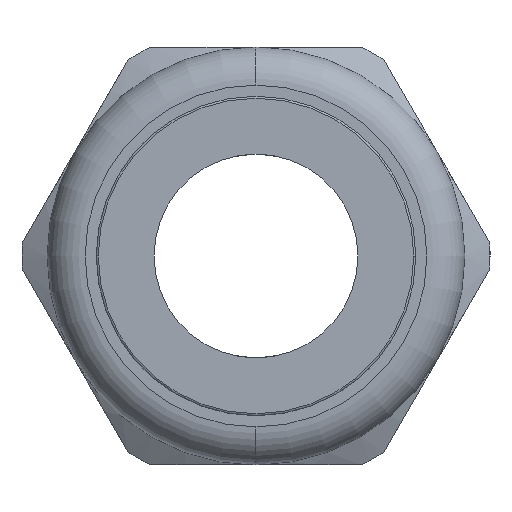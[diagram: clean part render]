
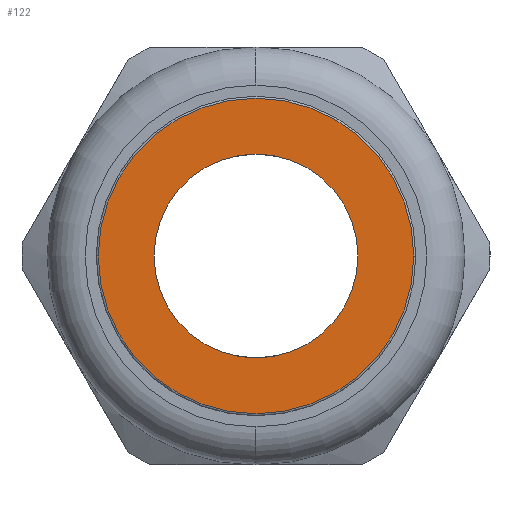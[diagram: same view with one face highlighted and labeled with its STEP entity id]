
A CAD part, left-side view. The second image highlights one B-rep face of the part: STEP entity #122.
In plain terms, the highlighted planar face has unit normal (-1, 0, 0).
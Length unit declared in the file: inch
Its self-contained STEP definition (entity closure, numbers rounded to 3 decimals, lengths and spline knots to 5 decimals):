
#2 = VERTEX_POINT ( 'NONE', #906 ) ;
#3 = VERTEX_POINT ( 'NONE', #907 ) ;
#4 = EDGE_CURVE ( 'NONE', #2, #3, #374, .T. ) ;
#8 = EDGE_CURVE ( 'NONE', #3, #2, #369, .T. ) ;
#122 = ADVANCED_FACE ( 'NONE', ( #556, #555 ), #554, .T. ) ;
#365 = DIRECTION ( 'NONE',  ( 0., 1., 0. ) ) ;
#366 = DIRECTION ( 'NONE',  ( 1., 0., 0. ) ) ;
#367 = CARTESIAN_POINT ( 'NONE',  ( -1.87, 0., 0. ) ) ;
#368 = AXIS2_PLACEMENT_3D ( 'NONE', #367, #366, #365 ) ;
#369 = CIRCLE ( 'NONE', #368, 0.51 ) ;
#370 = DIRECTION ( 'NONE',  ( 0., 1., 0. ) ) ;
#371 = DIRECTION ( 'NONE',  ( 1., 0., 0. ) ) ;
#372 = CARTESIAN_POINT ( 'NONE',  ( -1.87, 0., 0. ) ) ;
#373 = AXIS2_PLACEMENT_3D ( 'NONE', #372, #371, #370 ) ;
#374 = CIRCLE ( 'NONE', #373, 0.51 ) ;
#550 = DIRECTION ( 'NONE',  ( 0., -1., 0. ) ) ;
#551 = DIRECTION ( 'NONE',  ( -1., 0., 0. ) ) ;
#552 = CARTESIAN_POINT ( 'NONE',  ( -1.87, 0.799, 0. ) ) ;
#553 = AXIS2_PLACEMENT_3D ( 'NONE', #552, #551, #550 ) ;
#554 = PLANE ( 'NONE',  #553 ) ;
#555 = FACE_BOUND ( 'NONE', #2337, .T. ) ;
#556 = FACE_OUTER_BOUND ( 'NONE', #3227, .T. ) ;
#906 = CARTESIAN_POINT ( 'NONE',  ( -1.87, -0.51, 0. ) ) ;
#907 = CARTESIAN_POINT ( 'NONE',  ( -1.87, 0.51, 0. ) ) ;
#1324 = VERTEX_POINT ( 'NONE', #2527 ) ;
#1325 = VERTEX_POINT ( 'NONE', #2526 ) ;
#1327 = EDGE_CURVE ( 'NONE', #1325, #1324, #2524, .T. ) ;
#1681 = ORIENTED_EDGE ( 'NONE', *, *, #4, .T. ) ;
#2133 = ORIENTED_EDGE ( 'NONE', *, *, #8, .T. ) ;
#2179 = ORIENTED_EDGE ( 'NONE', *, *, #1327, .T. ) ;
#2223 = ORIENTED_EDGE ( 'NONE', *, *, #2278, .T. ) ;
#2278 = EDGE_CURVE ( 'NONE', #1324, #1325, #3109, .T. ) ;
#2337 = EDGE_LOOP ( 'NONE', ( #2133, #1681 ) ) ;
#2520 = DIRECTION ( 'NONE',  ( 0., -1., 0. ) ) ;
#2521 = DIRECTION ( 'NONE',  ( -1., 0., 0. ) ) ;
#2522 = CARTESIAN_POINT ( 'NONE',  ( -1.87, 0., 0. ) ) ;
#2523 = AXIS2_PLACEMENT_3D ( 'NONE', #2522, #2521, #2520 ) ;
#2524 = CIRCLE ( 'NONE', #2523, 0.789 ) ;
#2526 = CARTESIAN_POINT ( 'NONE',  ( -1.87, -0.789, 0. ) ) ;
#2527 = CARTESIAN_POINT ( 'NONE',  ( -1.87, 0.789, 0. ) ) ;
#3105 = DIRECTION ( 'NONE',  ( 0., -1., 0. ) ) ;
#3106 = DIRECTION ( 'NONE',  ( -1., 0., 0. ) ) ;
#3107 = CARTESIAN_POINT ( 'NONE',  ( -1.87, 0., 0. ) ) ;
#3108 = AXIS2_PLACEMENT_3D ( 'NONE', #3107, #3106, #3105 ) ;
#3109 = CIRCLE ( 'NONE', #3108, 0.789 ) ;
#3227 = EDGE_LOOP ( 'NONE', ( #2179, #2223 ) ) ;
